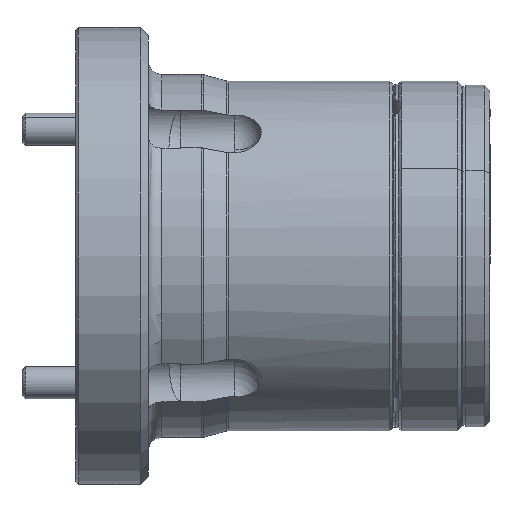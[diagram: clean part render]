
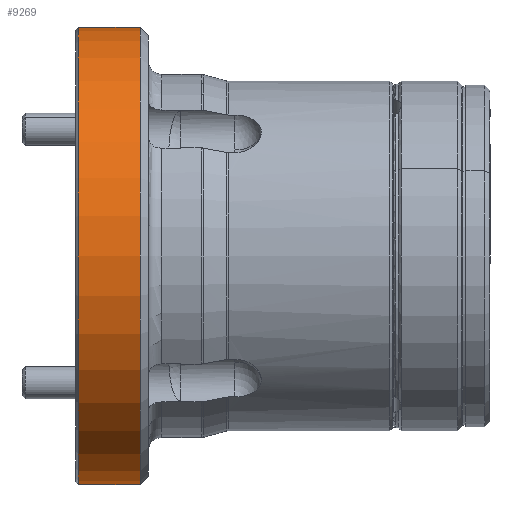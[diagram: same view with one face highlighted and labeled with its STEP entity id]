
A CAD part, front view. The second image highlights one B-rep face of the part: STEP entity #9269.
In plain terms, the highlighted cylindrical face has radius 85 mm (diameter 170 mm), a partial arc.
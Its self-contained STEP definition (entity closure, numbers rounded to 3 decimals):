
#447 = EDGE_CURVE ( 'NONE', #8948, #8285, #7322, .T. ) ;
#599 = ORIENTED_EDGE ( 'NONE', *, *, #8271, .F. ) ;
#616 = ORIENTED_EDGE ( 'NONE', *, *, #6923, .T. ) ;
#747 = CARTESIAN_POINT ( 'NONE',  ( 24., 0., 0. ) ) ;
#1301 = CIRCLE ( 'NONE', #7951, 85. ) ;
#1744 = DIRECTION ( 'NONE',  ( 0., 0., 1. ) ) ;
#2165 = CIRCLE ( 'NONE', #10658, 85. ) ;
#2513 = DIRECTION ( 'NONE',  ( -1., 0., 0. ) ) ;
#2514 = CARTESIAN_POINT ( 'NONE',  ( 1., 0., 0. ) ) ;
#2552 = CYLINDRICAL_SURFACE ( 'NONE', #10684, 85. ) ;
#3350 = DIRECTION ( 'NONE',  ( 0., 0., -1. ) ) ;
#3606 = FACE_OUTER_BOUND ( 'NONE', #8527, .T. ) ;
#3881 = CARTESIAN_POINT ( 'NONE',  ( 0., 0., -85. ) ) ;
#4390 = DIRECTION ( 'NONE',  ( 0., 0., 1. ) ) ;
#4747 = CARTESIAN_POINT ( 'NONE',  ( 24., 0., -85. ) ) ;
#5095 = VECTOR ( 'NONE', #2513, 1000. ) ;
#5125 = VERTEX_POINT ( 'NONE', #4747 ) ;
#5420 = ORIENTED_EDGE ( 'NONE', *, *, #447, .T. ) ;
#6356 = DIRECTION ( 'NONE',  ( -1., 0., 0. ) ) ;
#6671 = DIRECTION ( 'NONE',  ( -1., 0., 0. ) ) ;
#6819 = CARTESIAN_POINT ( 'NONE',  ( 0., 0., 85. ) ) ;
#6923 = EDGE_CURVE ( 'NONE', #8285, #7642, #1301, .T. ) ;
#7021 = ORIENTED_EDGE ( 'NONE', *, *, #10283, .T. ) ;
#7322 = LINE ( 'NONE', #6819, #5095 ) ;
#7388 = VECTOR ( 'NONE', #6356, 1000. ) ;
#7642 = VERTEX_POINT ( 'NONE', #9645 ) ;
#7951 = AXIS2_PLACEMENT_3D ( 'NONE', #2514, #8344, #3350 ) ;
#8070 = CARTESIAN_POINT ( 'NONE',  ( 1., 0., 85. ) ) ;
#8159 = CARTESIAN_POINT ( 'NONE',  ( 24., 0., 85. ) ) ;
#8271 = EDGE_CURVE ( 'NONE', #5125, #7642, #9337, .T. ) ;
#8285 = VERTEX_POINT ( 'NONE', #8070 ) ;
#8344 = DIRECTION ( 'NONE',  ( 1., 0., 0. ) ) ;
#8527 = EDGE_LOOP ( 'NONE', ( #599, #7021, #5420, #616 ) ) ;
#8948 = VERTEX_POINT ( 'NONE', #8159 ) ;
#9269 = ADVANCED_FACE ( 'NONE', ( #3606 ), #2552, .T. ) ;
#9337 = LINE ( 'NONE', #3881, #7388 ) ;
#9382 = CARTESIAN_POINT ( 'NONE',  ( 0., 0., 0. ) ) ;
#9645 = CARTESIAN_POINT ( 'NONE',  ( 1., 0., -85. ) ) ;
#10036 = DIRECTION ( 'NONE',  ( -1., 0., 0. ) ) ;
#10283 = EDGE_CURVE ( 'NONE', #5125, #8948, #2165, .T. ) ;
#10658 = AXIS2_PLACEMENT_3D ( 'NONE', #747, #6671, #1744 ) ;
#10684 = AXIS2_PLACEMENT_3D ( 'NONE', #9382, #10036, #4390 ) ;
